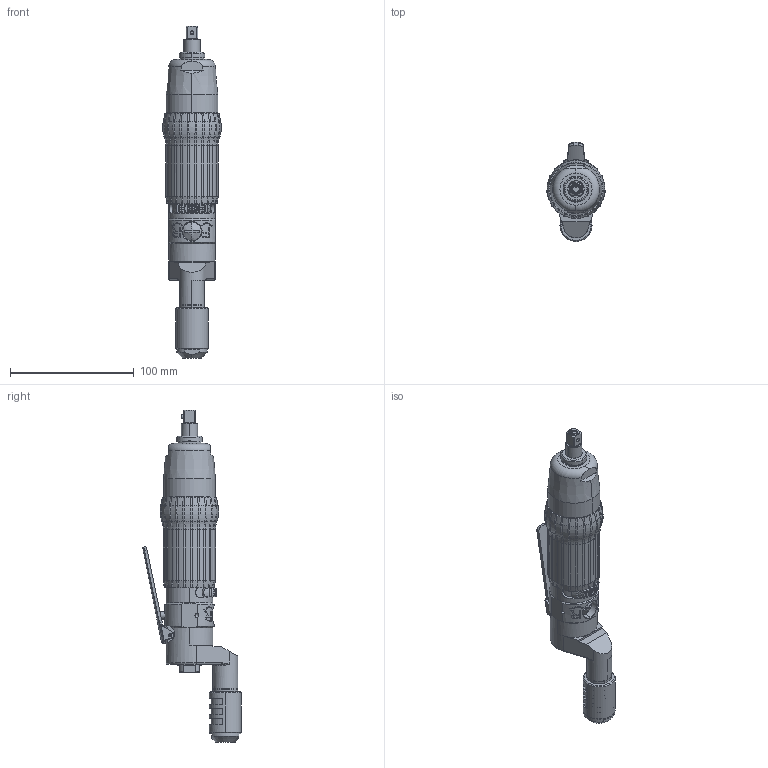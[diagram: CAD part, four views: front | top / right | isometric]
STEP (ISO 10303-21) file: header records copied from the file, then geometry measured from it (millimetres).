
FILE_DESCRIPTION((''),'2;1');
FILE_NAME('EXT_COMP_SW0009','2021-07-15T23:33:41',('INEdipo'),(''),'CREO PARAMETRIC BY PTC INC, 2020281','CREO PARAMETRIC BY PTC INC, 2020281','');
FILE_SCHEMA(('CONFIG_CONTROL_DESIGN'));
Length unit declared in the file: inch
Products named in the file (1): EXT_COMP_SW0009
Bounding box: 47.49 x 79.96 x 268.7 mm (x, y, z)
Volume: 260186.7 mm3; surface area: 60777.8 mm2
Topology: 2 solids, 3 shells, 893 faces, 2251 edges, 1381 vertices
Faces by surface type: cylinder 328, plane 208, torus 143, cone 132, bspline 72, sphere 10
Entity records: 33777 total; most frequent: CARTESIAN_POINT 13190, ORIENTED_EDGE 4482, DIRECTION 4171, EDGE_CURVE 2241, AXIS2_PLACEMENT_3D 1767, VERTEX_POINT 1381, CIRCLE 945, EDGE_LOOP 936
